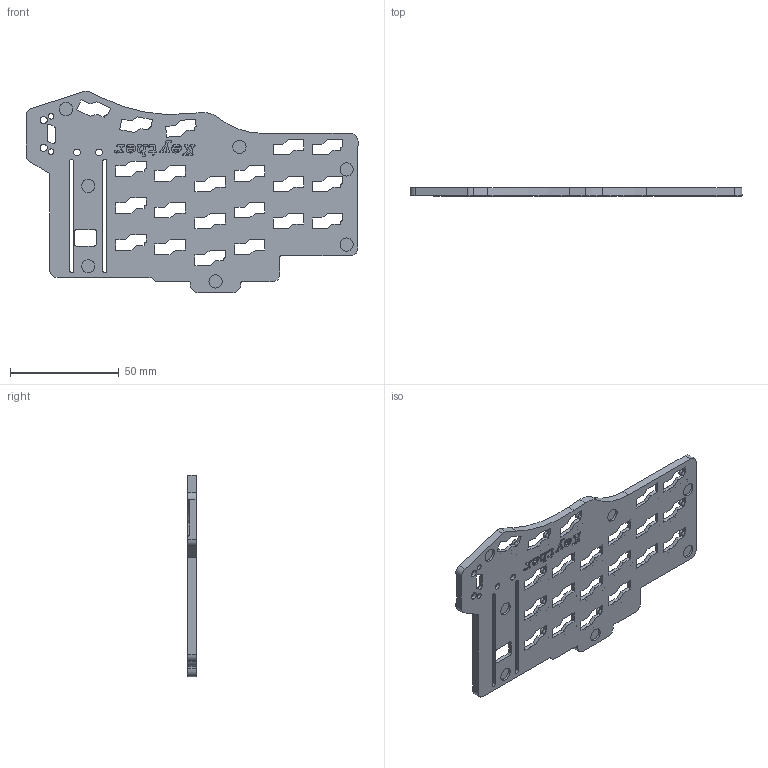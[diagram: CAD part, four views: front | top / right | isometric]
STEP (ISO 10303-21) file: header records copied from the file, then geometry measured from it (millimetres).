
FILE_DESCRIPTION(/* description */ (''),/* implementation_level */ '2;1');
FILE_NAME(/* name */ 'Keyther Right Case.step',/* time_stamp */ '2026-01-06T15:58:02+01:00',/* author */ (''),/* organization */ (''),/* preprocessor_version */ 'ST-DEVELOPER v20.1',/* originating_system */ 'Autodesk Translation Framework v14.21.0.0',/* authorisation */ '');
FILE_SCHEMA (('AUTOMOTIVE_DESIGN { 1 0 10303 214 3 1 1 }'));
Length unit declared in the file: millimetre
Products named in the file (1): Keyther Right Case
Bounding box: 152.94 x 3.7 x 92.8 mm (x, y, z)
Volume: 15279.4 mm3; surface area: 22750.1 mm2
Topology: 1 solids, 1 shells, 690 faces, 1797 edges, 1198 vertices
Faces by surface type: plane 364, bspline 182, cylinder 144
Full cylindrical faces by diameter (mm): 1.702 x42, 2.57 x2, 2.9 x10, 3 x2, 3.25 x2, 3.429 x21, 6.1 x7
Entity records: 23142 total; most frequent: CARTESIAN_POINT 7000, ORIENTED_EDGE 3594, DIRECTION 2727, EDGE_CURVE 1797, VERTEX_POINT 1198, LINE 1133, VECTOR 1133, EDGE_LOOP 841
